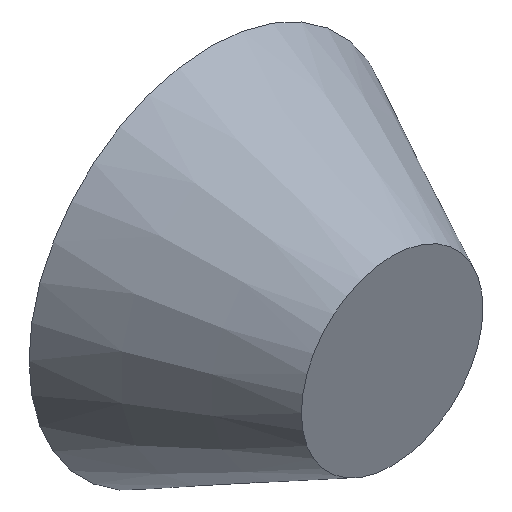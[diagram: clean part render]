
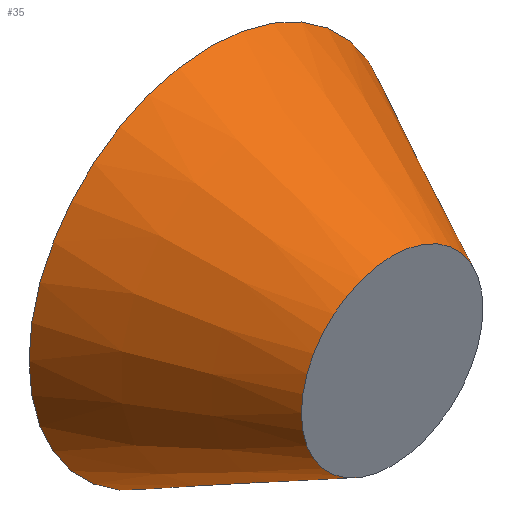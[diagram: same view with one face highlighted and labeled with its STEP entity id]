
A CAD part, isometric view. The second image highlights one B-rep face of the part: STEP entity #35.
In plain terms, the highlighted conical face has half-angle 26.565 degrees and reference radius 1 mm.
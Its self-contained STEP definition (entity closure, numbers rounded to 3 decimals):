
#12=CONICAL_SURFACE('',#53,1.,0.464);
#15=ORIENTED_EDGE('',*,*,#18,.F.);
#16=ORIENTED_EDGE('',*,*,#17,.T.);
#17=EDGE_CURVE('',#19,#19,#21,.T.);
#18=EDGE_CURVE('',#20,#20,#22,.T.);
#19=VERTEX_POINT('',#69);
#20=VERTEX_POINT('',#72);
#21=CIRCLE('',#50,1.);
#22=CIRCLE('',#52,0.5);
#25=EDGE_LOOP('',(#15));
#26=EDGE_LOOP('',(#16));
#29=FACE_BOUND('',#25,.T.);
#30=FACE_BOUND('',#26,.T.);
#35=ADVANCED_FACE('',(#29,#30),#12,.T.);
#50=AXIS2_PLACEMENT_3D('',#68,#58,#59);
#52=AXIS2_PLACEMENT_3D('',#71,#62,#63);
#53=AXIS2_PLACEMENT_3D('',#73,#64,#65);
#58=DIRECTION('',(0.,-1.,0.));
#59=DIRECTION('',(1.,0.,0.));
#62=DIRECTION('',(0.,-1.,0.));
#63=DIRECTION('',(1.,0.,0.));
#64=DIRECTION('',(0.,1.,0.));
#65=DIRECTION('',(1.,0.,0.));
#68=CARTESIAN_POINT('',(1.25,-1.,-8.4));
#69=CARTESIAN_POINT('',(2.25,-1.,-8.4));
#71=CARTESIAN_POINT('',(1.25,-2.,-8.4));
#72=CARTESIAN_POINT('',(1.75,-2.,-8.4));
#73=CARTESIAN_POINT('',(1.25,-1.,-8.4));
